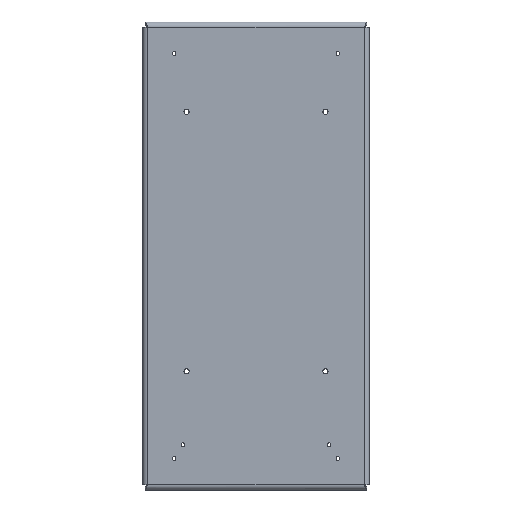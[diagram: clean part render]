
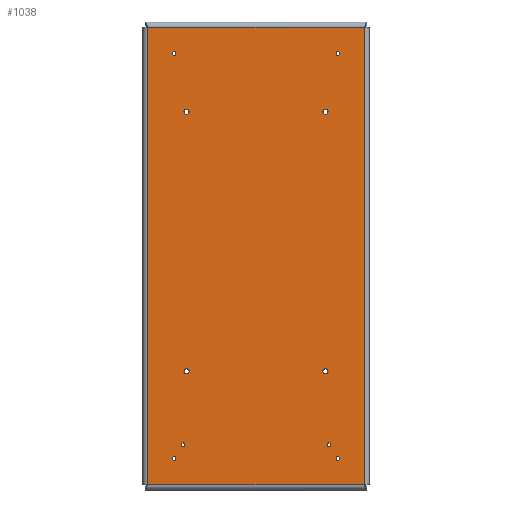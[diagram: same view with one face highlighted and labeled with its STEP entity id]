
A CAD part, front view. The second image highlights one B-rep face of the part: STEP entity #1038.
In plain terms, the highlighted planar face has unit normal (0, -1, 0).
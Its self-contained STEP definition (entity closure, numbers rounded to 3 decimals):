
#58=FACE_BOUND('',#234,.T.);
#59=FACE_BOUND('',#235,.T.);
#60=FACE_BOUND('',#236,.T.);
#61=FACE_BOUND('',#237,.T.);
#62=FACE_BOUND('',#238,.T.);
#63=FACE_BOUND('',#239,.T.);
#64=FACE_BOUND('',#240,.T.);
#65=FACE_BOUND('',#241,.T.);
#66=FACE_BOUND('',#242,.T.);
#67=FACE_BOUND('',#243,.T.);
#90=PLANE('',#1165);
#146=FACE_OUTER_BOUND('',#233,.T.);
#233=EDGE_LOOP('',(#930,#931,#932,#933));
#234=EDGE_LOOP('',(#934));
#235=EDGE_LOOP('',(#935));
#236=EDGE_LOOP('',(#936));
#237=EDGE_LOOP('',(#937));
#238=EDGE_LOOP('',(#938));
#239=EDGE_LOOP('',(#939));
#240=EDGE_LOOP('',(#940));
#241=EDGE_LOOP('',(#941));
#242=EDGE_LOOP('',(#942));
#243=EDGE_LOOP('',(#943));
#313=LINE('',#1990,#391);
#316=LINE('',#1996,#394);
#319=LINE('',#2006,#397);
#324=LINE('',#2021,#402);
#391=VECTOR('',#1392,10.);
#394=VECTOR('',#1401,10.);
#397=VECTOR('',#1416,10.);
#402=VECTOR('',#1439,10.);
#405=CIRCLE('',#1065,1.25);
#407=CIRCLE('',#1068,1.25);
#409=CIRCLE('',#1071,1.25);
#411=CIRCLE('',#1074,1.25);
#423=CIRCLE('',#1091,1.75);
#425=CIRCLE('',#1094,1.25);
#427=CIRCLE('',#1097,1.75);
#429=CIRCLE('',#1100,1.75);
#431=CIRCLE('',#1103,1.25);
#433=CIRCLE('',#1106,1.75);
#457=VERTEX_POINT('',#1458);
#459=VERTEX_POINT('',#1464);
#461=VERTEX_POINT('',#1470);
#463=VERTEX_POINT('',#1476);
#489=VERTEX_POINT('',#1535);
#491=VERTEX_POINT('',#1541);
#493=VERTEX_POINT('',#1547);
#495=VERTEX_POINT('',#1553);
#497=VERTEX_POINT('',#1559);
#499=VERTEX_POINT('',#1565);
#517=VERTEX_POINT('',#1649);
#525=VERTEX_POINT('',#1746);
#529=VERTEX_POINT('',#1832);
#537=VERTEX_POINT('',#1929);
#541=EDGE_CURVE('',#457,#457,#405,.T.);
#544=EDGE_CURVE('',#459,#459,#407,.T.);
#547=EDGE_CURVE('',#461,#461,#409,.T.);
#550=EDGE_CURVE('',#463,#463,#411,.T.);
#579=EDGE_CURVE('',#489,#489,#423,.T.);
#582=EDGE_CURVE('',#491,#491,#425,.T.);
#585=EDGE_CURVE('',#493,#493,#427,.T.);
#588=EDGE_CURVE('',#495,#495,#429,.T.);
#591=EDGE_CURVE('',#497,#497,#431,.T.);
#594=EDGE_CURVE('',#499,#499,#433,.T.);
#657=EDGE_CURVE('',#517,#525,#313,.T.);
#660=EDGE_CURVE('',#529,#537,#316,.T.);
#665=EDGE_CURVE('',#537,#517,#319,.T.);
#675=EDGE_CURVE('',#525,#529,#324,.T.);
#930=ORIENTED_EDGE('',*,*,#657,.T.);
#931=ORIENTED_EDGE('',*,*,#675,.T.);
#932=ORIENTED_EDGE('',*,*,#660,.T.);
#933=ORIENTED_EDGE('',*,*,#665,.T.);
#934=ORIENTED_EDGE('',*,*,#541,.T.);
#935=ORIENTED_EDGE('',*,*,#544,.T.);
#936=ORIENTED_EDGE('',*,*,#547,.T.);
#937=ORIENTED_EDGE('',*,*,#550,.T.);
#938=ORIENTED_EDGE('',*,*,#579,.T.);
#939=ORIENTED_EDGE('',*,*,#582,.T.);
#940=ORIENTED_EDGE('',*,*,#585,.T.);
#941=ORIENTED_EDGE('',*,*,#588,.T.);
#942=ORIENTED_EDGE('',*,*,#591,.T.);
#943=ORIENTED_EDGE('',*,*,#594,.T.);
#1038=ADVANCED_FACE('',(#146,#58,#59,#60,#61,#62,#63,#64,#65,#66,#67),#90,
 .F.);
#1065=AXIS2_PLACEMENT_3D('',#1459,#1172,#1173);
#1068=AXIS2_PLACEMENT_3D('',#1465,#1179,#1180);
#1071=AXIS2_PLACEMENT_3D('',#1471,#1186,#1187);
#1074=AXIS2_PLACEMENT_3D('',#1477,#1193,#1194);
#1091=AXIS2_PLACEMENT_3D('',#1537,#1244,#1245);
#1094=AXIS2_PLACEMENT_3D('',#1543,#1251,#1252);
#1097=AXIS2_PLACEMENT_3D('',#1549,#1258,#1259);
#1100=AXIS2_PLACEMENT_3D('',#1555,#1265,#1266);
#1103=AXIS2_PLACEMENT_3D('',#1561,#1272,#1273);
#1106=AXIS2_PLACEMENT_3D('',#1567,#1279,#1280);
#1165=AXIS2_PLACEMENT_3D('',#2028,#1450,#1451);
#1172=DIRECTION('center_axis',(0.,1.,0.));
#1173=DIRECTION('ref_axis',(1.,0.,0.));
#1179=DIRECTION('center_axis',(0.,1.,0.));
#1180=DIRECTION('ref_axis',(1.,0.,0.));
#1186=DIRECTION('center_axis',(0.,1.,0.));
#1187=DIRECTION('ref_axis',(1.,0.,0.));
#1193=DIRECTION('center_axis',(0.,1.,0.));
#1194=DIRECTION('ref_axis',(1.,0.,0.));
#1244=DIRECTION('center_axis',(0.,1.,0.));
#1245=DIRECTION('ref_axis',(1.,0.,0.));
#1251=DIRECTION('center_axis',(0.,1.,0.));
#1252=DIRECTION('ref_axis',(1.,0.,0.));
#1258=DIRECTION('center_axis',(0.,1.,0.));
#1259=DIRECTION('ref_axis',(1.,0.,0.));
#1265=DIRECTION('center_axis',(0.,1.,0.));
#1266=DIRECTION('ref_axis',(1.,0.,0.));
#1272=DIRECTION('center_axis',(0.,1.,0.));
#1273=DIRECTION('ref_axis',(1.,0.,0.));
#1279=DIRECTION('center_axis',(0.,1.,0.));
#1280=DIRECTION('ref_axis',(1.,0.,0.));
#1392=DIRECTION('',(1.,0.,0.));
#1401=DIRECTION('',(-1.,0.,0.));
#1416=DIRECTION('',(0.,0.,-1.));
#1439=DIRECTION('',(0.,0.,1.));
#1450=DIRECTION('center_axis',(0.,1.,0.));
#1451=DIRECTION('ref_axis',(0.,0.,1.));
#1458=CARTESIAN_POINT('',(54.75,-81.8,-138.5));
#1459=CARTESIAN_POINT('Origin',(56.,-81.8,-138.5));
#1464=CARTESIAN_POINT('',(-57.25,-81.8,138.5));
#1465=CARTESIAN_POINT('Origin',(-56.,-81.8,138.5));
#1470=CARTESIAN_POINT('',(-57.25,-81.8,-138.5));
#1471=CARTESIAN_POINT('Origin',(-56.,-81.8,-138.5));
#1476=CARTESIAN_POINT('',(54.75,-81.8,138.5));
#1477=CARTESIAN_POINT('Origin',(56.,-81.8,138.5));
#1535=CARTESIAN_POINT('',(-49.25,-81.8,-78.9));
#1537=CARTESIAN_POINT('Origin',(-47.5,-81.8,-78.9));
#1541=CARTESIAN_POINT('',(48.75,-81.8,-129.));
#1543=CARTESIAN_POINT('Origin',(50.,-81.8,-129.));
#1547=CARTESIAN_POINT('',(45.75,-81.8,98.5));
#1549=CARTESIAN_POINT('Origin',(47.5,-81.8,98.5));
#1553=CARTESIAN_POINT('',(45.75,-81.8,-78.9));
#1555=CARTESIAN_POINT('Origin',(47.5,-81.8,-78.9));
#1559=CARTESIAN_POINT('',(-51.25,-81.8,-129.));
#1561=CARTESIAN_POINT('Origin',(-50.,-81.8,-129.));
#1565=CARTESIAN_POINT('',(-49.25,-81.8,98.5));
#1567=CARTESIAN_POINT('Origin',(-47.5,-81.8,98.5));
#1649=CARTESIAN_POINT('',(-74.,-81.8,-156.5));
#1746=CARTESIAN_POINT('',(74.,-81.8,-156.5));
#1832=CARTESIAN_POINT('',(74.,-81.8,156.5));
#1929=CARTESIAN_POINT('',(-74.,-81.8,156.5));
#1990=CARTESIAN_POINT('',(-37.,-81.8,-156.5));
#1996=CARTESIAN_POINT('',(37.,-81.8,156.5));
#2006=CARTESIAN_POINT('',(-74.,-81.8,78.75));
#2021=CARTESIAN_POINT('',(74.,-81.8,-78.75));
#2028=CARTESIAN_POINT('Origin',(0.,-81.8,
0.));
